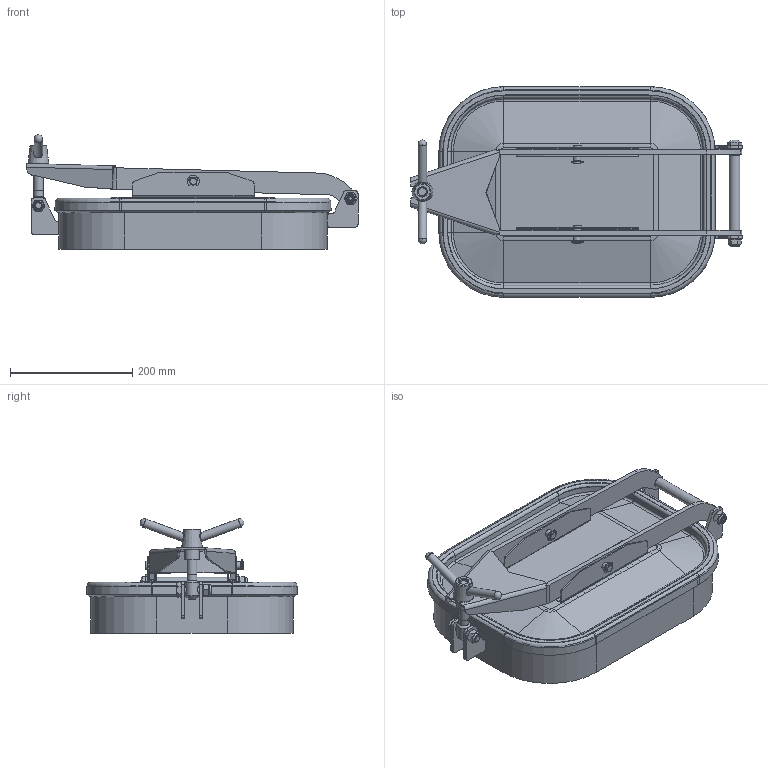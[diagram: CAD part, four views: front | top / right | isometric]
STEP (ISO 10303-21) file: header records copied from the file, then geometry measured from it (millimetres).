
FILE_DESCRIPTION( ( 'Unknown' ), '1' );
FILE_NAME( 'FA27E3100 MOD 165 rev 02.stp', 'Unknown', ( 'Unknown' ), ( 'Unknown' ), 'PSStep 16.0.42', 'Unknown', ' ' );
FILE_SCHEMA( ( 'AUTOMOTIVE_DESIGN { 1 0 10303 214 1 1 1 1 }' ) );
Length unit declared in the file: millimetre
Products named in the file (22): 7CA2700; 8AS108; 81009 rev 03; 7TA2700-1 rev 0; 81061; 81064 rev 02; 8AP36_38 rev 0; 71005 rev 03; 8P101 rev 01; 8P101 sx rev 01; 82057 rev 02; Assem1; 95031; 95421; 91030 rev 01; 97052 rev 04; 94031 rev 0; 93006 rev 01; 97257 rev 02; 91008 rev 02; 95209; 9620 rev 02
Assembly tree (27 placements, depth 3):
  Assem1
    95031
    95421  x2
    91030 rev 01
    97052 rev 04
    94031 rev 0
    93006 rev 01  x2
    97257 rev 02
    91008 rev 02
    95209  x2
    9620 rev 02
    7CA2700
      8AS108
      81009 rev 03  x2
    71005 rev 03
      8P101 rev 01
      8P101 sx rev 01
      82057 rev 02
    7TA2700-1 rev 0
      81061  x2
      81064 rev 02  x2
      8AP36_38 rev 0
Bounding box: 543.24 x 345.04 x 187.35 mm (x, y, z)
Volume: 2030175.6 mm3; surface area: 914342.5 mm2
Topology: 24 solids, 24 shells, 534 faces, 1292 edges, 815 vertices
Faces by surface type: plane 228, cylinder 182, cone 74, torus 33, bspline 14, sphere 3
Full cylindrical faces by diameter (mm): 10 x2, 10.106 x2, 12 x7, 12.2 x4, 12.5 x9, 13.2 x1, 13.835 x1, 14 x4, 16 x2, 17.2 x1, 22 x1, 24 x1, 25 x1, 34 x1
Entity records: 18815 total; most frequent: CARTESIAN_POINT 5259, DIRECTION 2174, ORIENTED_EDGE 1876, EDGE_CURVE 938, AXIS2_PLACEMENT_3D 837, VERTEX_POINT 617, EDGE_LOOP 520, LINE 500
